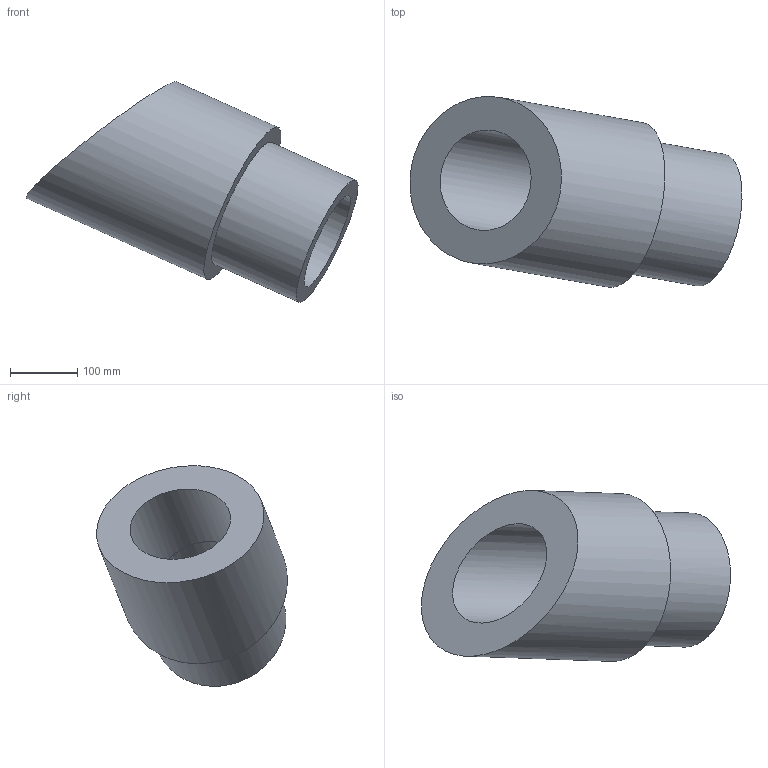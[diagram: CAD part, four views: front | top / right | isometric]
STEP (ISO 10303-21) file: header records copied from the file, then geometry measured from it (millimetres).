
FILE_DESCRIPTION(('FreeCAD Model'),'2;1');
FILE_NAME('Open CASCADE Shape Model','2024-04-24T14:29:35',('FreeCAD'),( 'FreeCAD'),'Open CASCADE STEP processor 7.7','FreeCAD','Unknown');
FILE_SCHEMA(('AUTOMOTIVE_DESIGN { 1 0 10303 214 1 1 1 1 }'));
Length unit declared in the file: millimetre
Products named in the file (1): Open CASCADE STEP translator 7.7 10
Bounding box: 494.13 x 284.07 x 328.37 mm (x, y, z)
Volume: 9223926.7 mm3; surface area: 568137.9 mm2
Topology: 3 solids, 3 shells, 19 faces, 56 edges, 39 vertices
Faces by surface type: cylinder 8, plane 6, cone 5
Full cylindrical faces by diameter (mm): 150 x3, 200 x1, 250 x1
Entity records: 2183 total; most frequent: CARTESIAN_POINT 1718, ORIENTED_EDGE 96, DIRECTION 89, EDGE_CURVE 48, AXIS2_PLACEMENT_3D 44, VERTEX_POINT 35, FACE_BOUND 25, EDGE_LOOP 25
